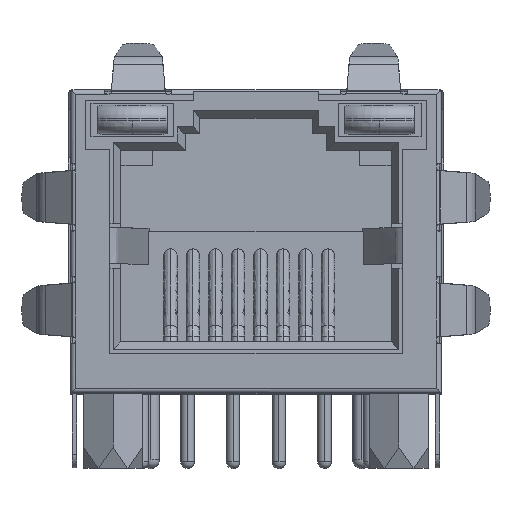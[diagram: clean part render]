
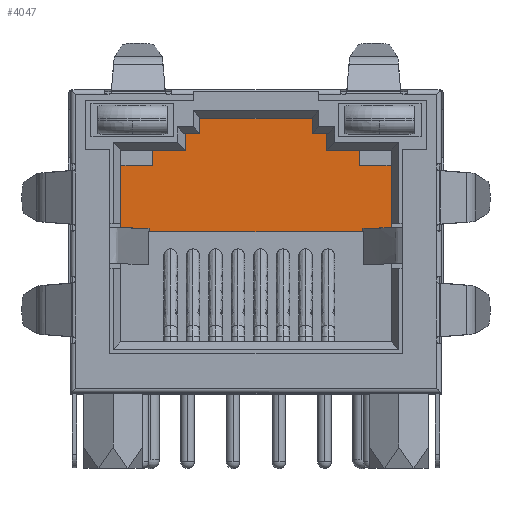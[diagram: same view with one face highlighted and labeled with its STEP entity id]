
A CAD part, top view. The second image highlights one B-rep face of the part: STEP entity #4047.
In plain terms, the highlighted planar face has unit normal (0, 0, 1).
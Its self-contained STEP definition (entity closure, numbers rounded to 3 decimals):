
#97 = CARTESIAN_POINT ( 'NONE',  ( 3.73, 10.804, 15.37 ) ) ;
#1186 = EDGE_CURVE ( 'NONE', #22681, #22351, #22403, .T. ) ;
#1285 = DIRECTION ( 'NONE',  ( 1., 0., 0. ) ) ;
#1320 = DIRECTION ( 'NONE',  ( 0., 1., 0. ) ) ;
#1709 = DIRECTION ( 'NONE',  ( -1., 0., 0. ) ) ;
#2083 = CARTESIAN_POINT ( 'NONE',  ( 2.33, 10.804, 15.37 ) ) ;
#2707 = CARTESIAN_POINT ( 'NONE',  ( 5.18, 12.204, 15.37 ) ) ;
#3281 = VECTOR ( 'NONE', #20855, 1000. ) ;
#3338 = VECTOR ( 'NONE', #17777, 1000. ) ;
#3565 = CARTESIAN_POINT ( 'NONE',  ( 5.18, 12.204, 15.37 ) ) ;
#3918 = DIRECTION ( 'NONE',  ( -1., 0., 0. ) ) ;
#4047 = ADVANCED_FACE ( 'NONE', ( #13848 ), #22921, .F. ) ;
#4260 = CARTESIAN_POINT ( 'NONE',  ( 5.18, 10.804, 15.37 ) ) ;
#4355 = VERTEX_POINT ( 'NONE', #22096 ) ;
#4512 = VECTOR ( 'NONE', #3918, 1000. ) ;
#4759 = LINE ( 'NONE', #17375, #13947 ) ;
#4985 = EDGE_CURVE ( 'NONE', #15557, #11888, #11028, .T. ) ;
#5028 = VECTOR ( 'NONE', #14969, 1000. ) ;
#5589 = VECTOR ( 'NONE', #1320, 1000. ) ;
#5620 = EDGE_CURVE ( 'NONE', #18124, #4355, #13702, .T. ) ;
#5938 = CARTESIAN_POINT ( 'NONE',  ( 11.48, 12.204, 15.37 ) ) ;
#6391 = CARTESIAN_POINT ( 'NONE',  ( 0., 0., 15.37 ) ) ;
#6733 = CARTESIAN_POINT ( 'NONE',  ( 12.93, 10.131, 15.37 ) ) ;
#6754 = VERTEX_POINT ( 'NONE', #5938 ) ;
#6823 = VECTOR ( 'NONE', #21523, 1000. ) ;
#7411 = LINE ( 'NONE', #8726, #6823 ) ;
#7418 = VECTOR ( 'NONE', #10292, 1000. ) ;
#7543 = CARTESIAN_POINT ( 'NONE',  ( 2.33, 10.131, 15.37 ) ) ;
#7891 = CARTESIAN_POINT ( 'NONE',  ( 2.33, 7.179, 15.37 ) ) ;
#7996 = ORIENTED_EDGE ( 'NONE', *, *, #15341, .F. ) ;
#8197 = EDGE_CURVE ( 'NONE', #10757, #6754, #7411, .T. ) ;
#8227 = LINE ( 'NONE', #15922, #3338 ) ;
#8269 = DIRECTION ( 'NONE',  ( -1., 0., 0. ) ) ;
#8595 = VERTEX_POINT ( 'NONE', #2707 ) ;
#8726 = CARTESIAN_POINT ( 'NONE',  ( 11.48, 12.204, 15.37 ) ) ;
#8732 = VECTOR ( 'NONE', #20375, 1000. ) ;
#10086 = ORIENTED_EDGE ( 'NONE', *, *, #23124, .T. ) ;
#10292 = DIRECTION ( 'NONE',  ( 0., -1., 0. ) ) ;
#10719 = ORIENTED_EDGE ( 'NONE', *, *, #22119, .F. ) ;
#10755 = ORIENTED_EDGE ( 'NONE', *, *, #1186, .F. ) ;
#10757 = VERTEX_POINT ( 'NONE', #22319 ) ;
#11028 = LINE ( 'NONE', #12295, #5589 ) ;
#11174 = CARTESIAN_POINT ( 'NONE',  ( 2.33, 7.179, 15.37 ) ) ;
#11247 = VERTEX_POINT ( 'NONE', #22191 ) ;
#11617 = ORIENTED_EDGE ( 'NONE', *, *, #21604, .T. ) ;
#11888 = VERTEX_POINT ( 'NONE', #13719 ) ;
#12295 = CARTESIAN_POINT ( 'NONE',  ( 14.33, 10.804, 15.37 ) ) ;
#12628 = EDGE_CURVE ( 'NONE', #15557, #15961, #14808, .T. ) ;
#13086 = CARTESIAN_POINT ( 'NONE',  ( 3.73, 10.131, 15.37 ) ) ;
#13220 = ORIENTED_EDGE ( 'NONE', *, *, #4985, .T. ) ;
#13491 = ORIENTED_EDGE ( 'NONE', *, *, #5620, .T. ) ;
#13702 = LINE ( 'NONE', #2083, #4512 ) ;
#13719 = CARTESIAN_POINT ( 'NONE',  ( 14.33, 10.131, 15.37 ) ) ;
#13848 = FACE_OUTER_BOUND ( 'NONE', #14081, .T. ) ;
#13947 = VECTOR ( 'NONE', #17278, 1000. ) ;
#14081 = EDGE_LOOP ( 'NONE', ( #19947, #22543, #17973, #11617, #18916, #13491, #7996, #10755, #10086, #18410, #13220, #10719 ) ) ;
#14808 = LINE ( 'NONE', #11174, #5028 ) ;
#14937 = EDGE_CURVE ( 'NONE', #19301, #10757, #8227, .T. ) ;
#14969 = DIRECTION ( 'NONE',  ( -1., 0., 0. ) ) ;
#15341 = EDGE_CURVE ( 'NONE', #22351, #4355, #23411, .T. ) ;
#15362 = LINE ( 'NONE', #19007, #3281 ) ;
#15531 = CARTESIAN_POINT ( 'NONE',  ( 12.93, 10.804, 15.37 ) ) ;
#15557 = VERTEX_POINT ( 'NONE', #22954 ) ;
#15922 = CARTESIAN_POINT ( 'NONE',  ( 11.48, 10.804, 15.37 ) ) ;
#15961 = VERTEX_POINT ( 'NONE', #7891 ) ;
#16062 = EDGE_CURVE ( 'NONE', #8595, #18124, #4759, .T. ) ;
#17278 = DIRECTION ( 'NONE',  ( 0., -1., 0. ) ) ;
#17375 = CARTESIAN_POINT ( 'NONE',  ( 5.18, 10.804, 15.37 ) ) ;
#17703 = CARTESIAN_POINT ( 'NONE',  ( 12.93, 10.804, 15.37 ) ) ;
#17770 = AXIS2_PLACEMENT_3D ( 'NONE', #6391, #19259, #8269 ) ;
#17777 = DIRECTION ( 'NONE',  ( -1., 0., 0. ) ) ;
#17973 = ORIENTED_EDGE ( 'NONE', *, *, #8197, .T. ) ;
#18062 = LINE ( 'NONE', #3565, #22982 ) ;
#18124 = VERTEX_POINT ( 'NONE', #4260 ) ;
#18410 = ORIENTED_EDGE ( 'NONE', *, *, #12628, .F. ) ;
#18590 = LINE ( 'NONE', #6733, #22941 ) ;
#18916 = ORIENTED_EDGE ( 'NONE', *, *, #16062, .T. ) ;
#19007 = CARTESIAN_POINT ( 'NONE',  ( 2.33, 2.284, 15.37 ) ) ;
#19259 = DIRECTION ( 'NONE',  ( 0., 0., -1. ) ) ;
#19301 = VERTEX_POINT ( 'NONE', #15531 ) ;
#19411 = EDGE_CURVE ( 'NONE', #19301, #11247, #22127, .T. ) ;
#19947 = ORIENTED_EDGE ( 'NONE', *, *, #19411, .F. ) ;
#20330 = DIRECTION ( 'NONE',  ( 1., 0., 0. ) ) ;
#20375 = DIRECTION ( 'NONE',  ( 0., 1., 0. ) ) ;
#20803 = CARTESIAN_POINT ( 'NONE',  ( 2.33, 10.131, 15.37 ) ) ;
#20855 = DIRECTION ( 'NONE',  ( 0., -1., 0. ) ) ;
#21523 = DIRECTION ( 'NONE',  ( 0., 1., 0. ) ) ;
#21604 = EDGE_CURVE ( 'NONE', #6754, #8595, #18062, .T. ) ;
#21807 = VECTOR ( 'NONE', #20330, 1000. ) ;
#22096 = CARTESIAN_POINT ( 'NONE',  ( 3.73, 10.804, 15.37 ) ) ;
#22119 = EDGE_CURVE ( 'NONE', #11247, #11888, #18590, .T. ) ;
#22127 = LINE ( 'NONE', #17703, #7418 ) ;
#22191 = CARTESIAN_POINT ( 'NONE',  ( 12.93, 10.131, 15.37 ) ) ;
#22319 = CARTESIAN_POINT ( 'NONE',  ( 11.48, 10.804, 15.37 ) ) ;
#22351 = VERTEX_POINT ( 'NONE', #13086 ) ;
#22403 = LINE ( 'NONE', #7543, #21807 ) ;
#22543 = ORIENTED_EDGE ( 'NONE', *, *, #14937, .T. ) ;
#22681 = VERTEX_POINT ( 'NONE', #20803 ) ;
#22921 = PLANE ( 'NONE',  #17770 ) ;
#22941 = VECTOR ( 'NONE', #1285, 1000. ) ;
#22954 = CARTESIAN_POINT ( 'NONE',  ( 14.33, 7.179, 15.37 ) ) ;
#22982 = VECTOR ( 'NONE', #1709, 1000. ) ;
#23124 = EDGE_CURVE ( 'NONE', #22681, #15961, #15362, .T. ) ;
#23411 = LINE ( 'NONE', #97, #8732 ) ;
